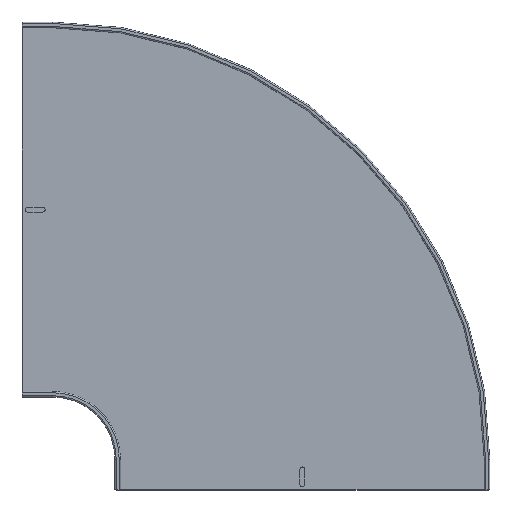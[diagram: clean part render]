
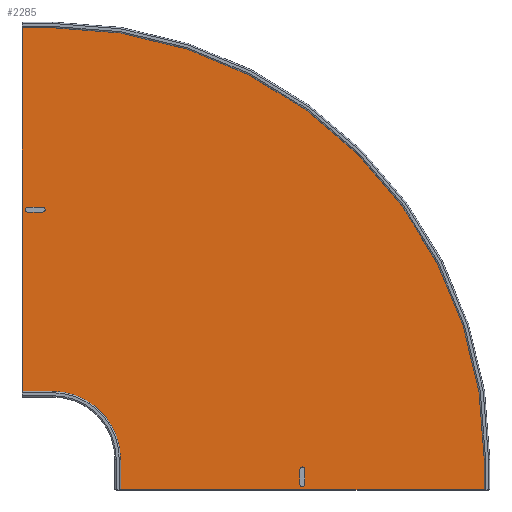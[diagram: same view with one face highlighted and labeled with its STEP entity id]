
A CAD part, top view. The second image highlights one B-rep face of the part: STEP entity #2285.
In plain terms, the highlighted planar face has unit normal (0, 0, 1).
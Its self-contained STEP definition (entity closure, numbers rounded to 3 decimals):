
#114=PLANE('',#2539);
#229=FACE_OUTER_BOUND('',#363,.T.);
#363=EDGE_LOOP('',(#1974,#1975,#1976,#1977,#1978,#1979,#1980,#1981));
#433=LINE('',#3521,#613);
#444=LINE('',#3567,#624);
#482=LINE('',#3692,#662);
#485=LINE('',#3743,#665);
#522=LINE('',#3863,#702);
#525=LINE('',#3870,#705);
#613=VECTOR('',#2743,1.);
#624=VECTOR('',#2780,1.);
#662=VECTOR('',#2904,1.);
#665=VECTOR('',#2997,1.);
#702=VECTOR('',#3118,1.);
#705=VECTOR('',#3125,1.);
#839=CIRCLE('',#2463,699.8);
#876=CIRCLE('',#2540,102.6);
#964=VERTEX_POINT('',#3517);
#965=VERTEX_POINT('',#3519);
#987=VERTEX_POINT('',#3565);
#1030=VERTEX_POINT('',#3688);
#1031=VERTEX_POINT('',#3690);
#1033=VERTEX_POINT('',#3740);
#1034=VERTEX_POINT('',#3742);
#1077=VERTEX_POINT('',#3868);
#1205=EDGE_CURVE('',#964,#965,#433,.T.);
#1228=EDGE_CURVE('',#965,#987,#444,.T.);
#1290=EDGE_CURVE('',#1030,#1031,#482,.T.);
#1314=EDGE_CURVE('',#1031,#964,#839,.T.);
#1316=EDGE_CURVE('',#1033,#1034,#485,.T.);
#1376=EDGE_CURVE('',#1033,#1030,#522,.T.);
#1380=EDGE_CURVE('',#1077,#987,#525,.T.);
#1420=EDGE_CURVE('',#1034,#1077,#876,.T.);
#1974=ORIENTED_EDGE('',*,*,#1228,.T.);
#1975=ORIENTED_EDGE('',*,*,#1380,.F.);
#1976=ORIENTED_EDGE('',*,*,#1420,.F.);
#1977=ORIENTED_EDGE('',*,*,#1316,.F.);
#1978=ORIENTED_EDGE('',*,*,#1376,.T.);
#1979=ORIENTED_EDGE('',*,*,#1290,.T.);
#1980=ORIENTED_EDGE('',*,*,#1314,.T.);
#1981=ORIENTED_EDGE('',*,*,#1205,.T.);
#2285=ADVANCED_FACE('',(#229),#114,.T.);
#2463=AXIS2_PLACEMENT_3D('',#3737,#2991,#2992);
#2539=AXIS2_PLACEMENT_3D('',#3948,#3212,#3213);
#2540=AXIS2_PLACEMENT_3D('',#3949,#3214,#3215);
#2743=DIRECTION('',(-1.,0.,0.));
#2780=DIRECTION('',(0.,-1.,0.));
#2904=DIRECTION('',(0.,1.,0.));
#2991=DIRECTION('center_axis',(0.,0.,1.));
#2992=DIRECTION('ref_axis',(1.,0.,0.));
#2997=DIRECTION('',(0.,1.,0.));
#3118=DIRECTION('',(1.,0.,0.));
#3125=DIRECTION('',(-1.,0.,0.));
#3212=DIRECTION('center_axis',(0.,0.,1.));
#3213=DIRECTION('ref_axis',(1.,0.,0.));
#3214=DIRECTION('center_axis',(0.,0.,1.));
#3215=DIRECTION('ref_axis',(1.,0.,0.));
#3517=CARTESIAN_POINT('',(63.34,610.774,0.6));
#3519=CARTESIAN_POINT('',(14.04,610.774,0.6));
#3521=CARTESIAN_POINT('',(63.34,610.774,0.6));
#3565=CARTESIAN_POINT('',(14.04,13.574,0.6));
#3567=CARTESIAN_POINT('',(14.04,362.174,0.6));
#3688=CARTESIAN_POINT('',(763.14,-138.326,0.6));
#3690=CARTESIAN_POINT('',(763.14,-89.026,0.6));
#3692=CARTESIAN_POINT('',(763.14,-138.326,0.6));
#3737=CARTESIAN_POINT('Origin',(63.34,-89.026,0.6));
#3740=CARTESIAN_POINT('',(165.94,-138.326,0.6));
#3742=CARTESIAN_POINT('',(165.94,-89.026,0.6));
#3743=CARTESIAN_POINT('',(165.94,-138.326,0.6));
#3863=CARTESIAN_POINT('',(165.94,-138.326,0.6));
#3868=CARTESIAN_POINT('',(63.34,13.574,0.6));
#3870=CARTESIAN_POINT('',(63.34,13.574,0.6));
#3948=CARTESIAN_POINT('Origin',(165.94,-89.026,0.6));
#3949=CARTESIAN_POINT('Origin',(63.34,-89.026,0.6));
